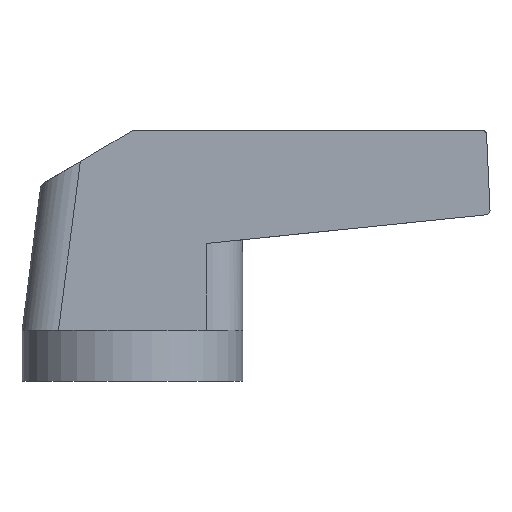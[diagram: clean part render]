
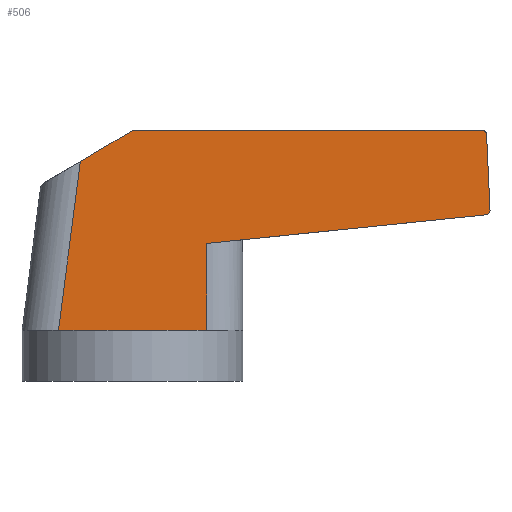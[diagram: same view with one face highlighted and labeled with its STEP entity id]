
A CAD part, front view. The second image highlights one B-rep face of the part: STEP entity #506.
In plain terms, the highlighted planar face has unit normal (0, -1, 0).
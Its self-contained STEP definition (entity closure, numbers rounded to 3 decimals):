
#130=CARTESIAN_POINT('',(19.5,-9.5,13.4));
#131=VERTEX_POINT('',#130);
#141=CARTESIAN_POINT('',(-19.421,-9.5,13.4));
#142=VERTEX_POINT('',#141);
#143=CARTESIAN_POINT('',(19.5,-9.5,13.4));
#144=DIRECTION('',(-1.0,0.0,0.0));
#145=VECTOR('',#144,38.921);
#146=LINE('',#143,#145);
#147=EDGE_CURVE('',#131,#142,#146,.T.);
#181=CARTESIAN_POINT('',(19.5,-9.5,36.246));
#182=VERTEX_POINT('',#181);
#190=CARTESIAN_POINT('',(19.5,-9.5,36.246));
#191=DIRECTION('',(0.0,0.0,-1.0));
#192=VECTOR('',#191,22.846);
#193=LINE('',#190,#192);
#194=EDGE_CURVE('',#182,#131,#193,.T.);
#320=CARTESIAN_POINT('',(-13.665,-9.5,57.797));
#321=VERTEX_POINT('',#320);
#329=CARTESIAN_POINT('',(0.,-9.5,65.9));
#330=VERTEX_POINT('',#329);
#331=CARTESIAN_POINT('',(-13.665,-9.5,57.797));
#332=DIRECTION('',(0.86,0.0,0.51));
#333=VECTOR('',#332,15.887);
#334=LINE('',#331,#333);
#335=EDGE_CURVE('',#321,#330,#334,.T.);
#361=CARTESIAN_POINT('',(-19.421,-9.5,13.4));
#362=DIRECTION('',(0.129,0.,0.992));
#363=VECTOR('',#362,44.768);
#364=LINE('',#361,#363);
#365=EDGE_CURVE('',#142,#321,#364,.T.);
#381=CARTESIAN_POINT('',(93.088,-9.5,43.785));
#382=VERTEX_POINT('',#381);
#389=CARTESIAN_POINT('',(93.088,-9.5,43.785));
#390=DIRECTION('',(-0.995,0.,-0.102));
#391=VECTOR('',#390,73.973);
#392=LINE('',#389,#391);
#393=EDGE_CURVE('',#382,#182,#392,.T.);
#405=CARTESIAN_POINT('',(94.,-9.5,44.826));
#406=VERTEX_POINT('',#405);
#413=CARTESIAN_POINT('',(92.696,-9.5,45.048));
#414=DIRECTION('',(0.,1.0,0.));
#415=DIRECTION('',(0.752,0.,-0.659));
#416=AXIS2_PLACEMENT_3D('',#413,#414,#415);
#417=CIRCLE('',#416,1.323);
#418=EDGE_CURVE('',#406,#382,#417,.T.);
#430=CARTESIAN_POINT('',(93.098,-9.5,64.814));
#431=VERTEX_POINT('',#430);
#438=CARTESIAN_POINT('',(93.098,-9.5,64.814));
#439=DIRECTION('',(0.045,0.,-0.999));
#440=VECTOR('',#439,20.008);
#441=LINE('',#438,#440);
#442=EDGE_CURVE('',#431,#406,#441,.T.);
#454=CARTESIAN_POINT('',(92.093,-9.5,65.9));
#455=VERTEX_POINT('',#454);
#462=CARTESIAN_POINT('',(92.029,-9.5,64.833));
#463=DIRECTION('',(0.,1.0,0.));
#464=DIRECTION('',(0.734,0.,0.679));
#465=AXIS2_PLACEMENT_3D('',#462,#463,#464);
#466=CIRCLE('',#465,1.069);
#467=EDGE_CURVE('',#455,#431,#466,.T.);
#480=CARTESIAN_POINT('',(0.,-9.5,65.9));
#481=DIRECTION('',(1.0,0.0,0.0));
#482=VECTOR('',#481,92.093);
#483=LINE('',#480,#482);
#484=EDGE_CURVE('',#330,#455,#483,.T.);
#490=CARTESIAN_POINT('',(29.488,-9.5,43.368));
#491=DIRECTION('',(0.0,1.0,0.0));
#492=DIRECTION('',(1.0,0.0,0.0));
#493=AXIS2_PLACEMENT_3D('',#490,#491,#492);
#494=PLANE('',#493);
#495=ORIENTED_EDGE('',*,*,#393,.F.);
#496=ORIENTED_EDGE('',*,*,#418,.F.);
#497=ORIENTED_EDGE('',*,*,#442,.F.);
#498=ORIENTED_EDGE('',*,*,#467,.F.);
#499=ORIENTED_EDGE('',*,*,#484,.F.);
#500=ORIENTED_EDGE('',*,*,#335,.F.);
#501=ORIENTED_EDGE('',*,*,#365,.F.);
#502=ORIENTED_EDGE('',*,*,#147,.F.);
#503=ORIENTED_EDGE('',*,*,#194,.F.);
#504=EDGE_LOOP('',(#495,#496,#497,#498,#499,#500,#501,#502,#503));
#505=FACE_OUTER_BOUND('',#504,.T.);
#506=ADVANCED_FACE('',(#505),#494,.F.);
